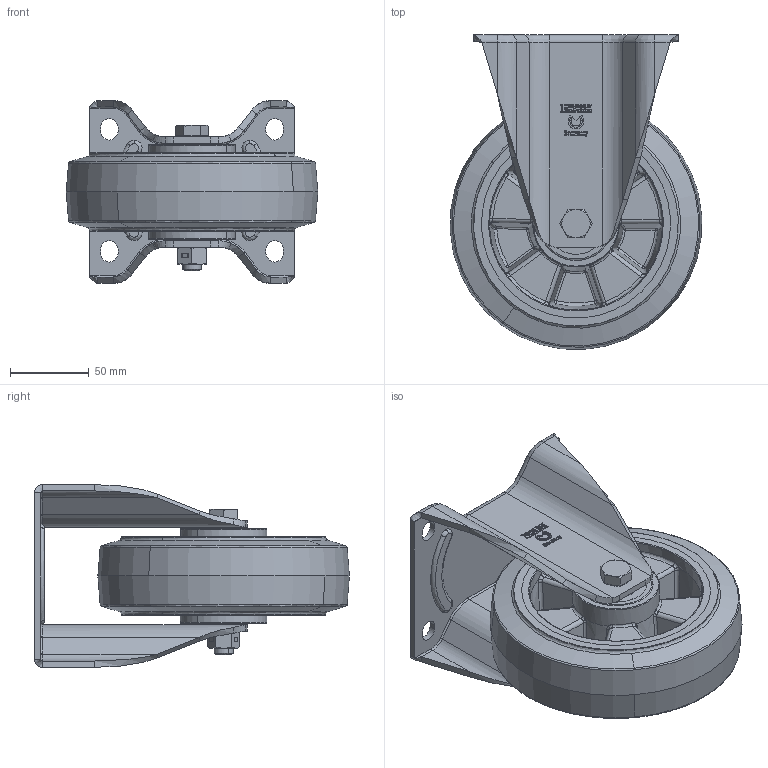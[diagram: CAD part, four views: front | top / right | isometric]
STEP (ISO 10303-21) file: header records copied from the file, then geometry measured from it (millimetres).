
FILE_DESCRIPTION (( 'STEP AP214' ), '1' );
FILE_NAME ('0020262_B-IM-EGA-160-K.STEP', '2017-05-30T09:21:00', ( '' ), ( '' ), 'SwSTEP 2.0', 'SolidWorks 2016', '' );
FILE_SCHEMA (( 'AUTOMOTIVE_DESIGN' ));
Length unit declared in the file: millimetre
Products named in the file (1): 0020262_B-IM-EGA-160-K
Bounding box: 159.69 x 199.84 x 116 mm (x, y, z)
Surface area: 250682.8 mm2 (no closed solid volume)
Topology: 0 solids, 16 shells, 927 faces, 2395 edges, 1470 vertices
Faces by surface type: plane 299, bspline 284, cylinder 237, cone 81, torus 26
Entity records: 45511 total; most frequent: CARTESIAN_POINT 14849, ORIENTED_EDGE 4398, DIRECTION 3814, EDGE_CURVE 2349, VERTEX_POINT 1470, AXIS2_PLACEMENT_3D 1405, VECTOR 1004, LINE 1004
